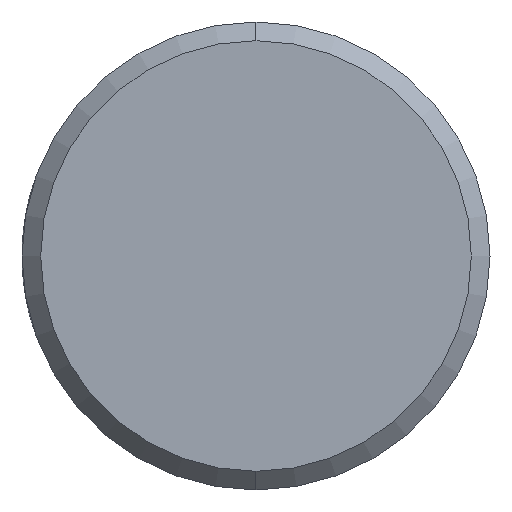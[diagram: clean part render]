
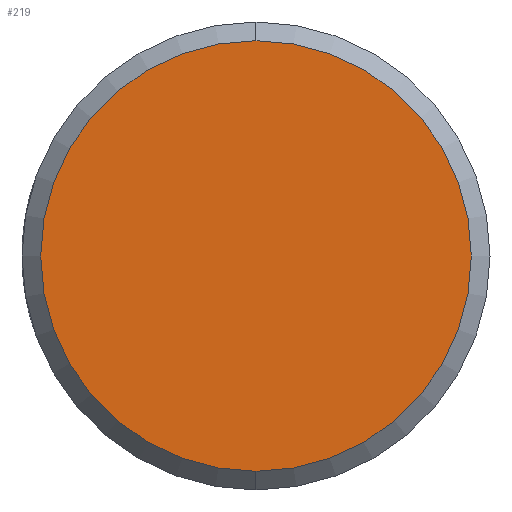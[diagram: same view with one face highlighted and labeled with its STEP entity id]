
A CAD part, left-side view. The second image highlights one B-rep face of the part: STEP entity #219.
In plain terms, the highlighted planar face has unit normal (-1, 0, 0).
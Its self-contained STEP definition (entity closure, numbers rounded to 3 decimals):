
#42 = CARTESIAN_POINT ( 'NONE',  ( -350., 0., 0. ) ) ;
#72 = DIRECTION ( 'NONE',  ( 0., 0., -1. ) ) ;
#77 = DIRECTION ( 'NONE',  ( -1., 0., 0. ) ) ;
#87 = CARTESIAN_POINT ( 'NONE',  ( -350., 0., 0. ) ) ;
#132 = CARTESIAN_POINT ( 'NONE',  ( -350., 0., -11.5 ) ) ;
#136 = CARTESIAN_POINT ( 'NONE',  ( -350., 0., 11.5 ) ) ;
#168 = DIRECTION ( 'NONE',  ( 0., 0., -1. ) ) ;
#169 = DIRECTION ( 'NONE',  ( -1., 0., 0. ) ) ;
#171 = CARTESIAN_POINT ( 'NONE',  ( -350., 0., 0. ) ) ;
#195 = DIRECTION ( 'NONE',  ( 0., 0., -1. ) ) ;
#196 = DIRECTION ( 'NONE',  ( 1., 0., 0. ) ) ;
#202 = PLANE ( 'NONE',  #271 ) ;
#219 = ADVANCED_FACE ( 'NONE', ( #405 ), #202, .F. ) ;
#237 = EDGE_CURVE ( 'NONE', #409, #410, #390, .T. ) ;
#265 = AXIS2_PLACEMENT_3D ( 'NONE', #171, #169, #168 ) ;
#271 = AXIS2_PLACEMENT_3D ( 'NONE', #42, #196, #195 ) ;
#273 = AXIS2_PLACEMENT_3D ( 'NONE', #87, #77, #72 ) ;
#286 = EDGE_CURVE ( 'NONE', #410, #409, #366, .T. ) ;
#304 = ORIENTED_EDGE ( 'NONE', *, *, #237, .T. ) ;
#366 = CIRCLE ( 'NONE', #265, 11.5 ) ;
#390 = CIRCLE ( 'NONE', #273, 11.5 ) ;
#405 = FACE_OUTER_BOUND ( 'NONE', #473, .T. ) ;
#409 = VERTEX_POINT ( 'NONE', #136 ) ;
#410 = VERTEX_POINT ( 'NONE', #132 ) ;
#425 = ORIENTED_EDGE ( 'NONE', *, *, #286, .T. ) ;
#473 = EDGE_LOOP ( 'NONE', ( #425, #304 ) ) ;
